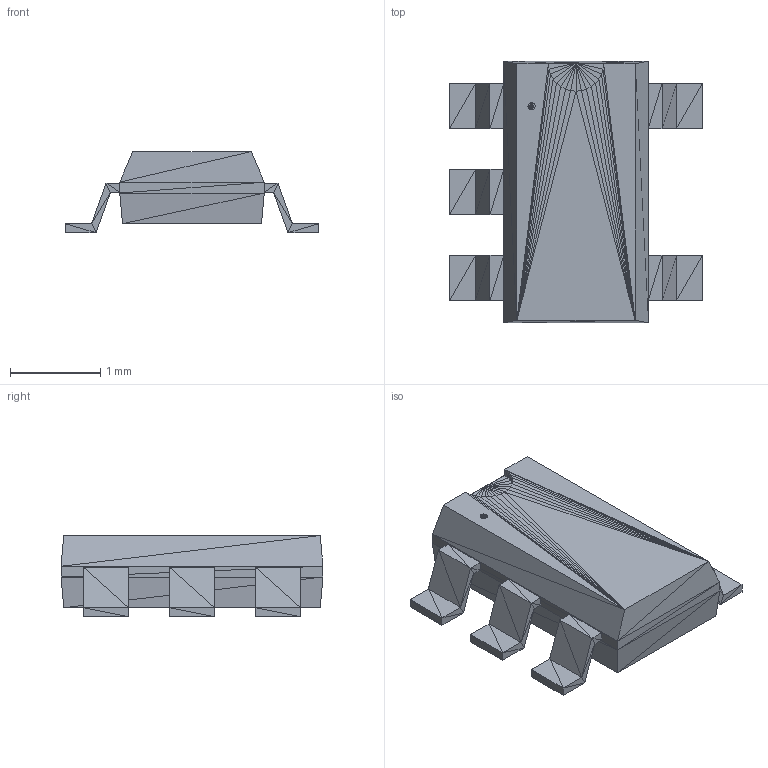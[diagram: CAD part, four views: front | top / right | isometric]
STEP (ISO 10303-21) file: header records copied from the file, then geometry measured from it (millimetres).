
FILE_DESCRIPTION(('STEP AP214'),'1');
FILE_NAME('UJ_5','2018-11-07T06:18:31',(''),(''),'','','');
FILE_SCHEMA(('AUTOMOTIVE_DESIGN'));
Length unit declared in the file: millimetre
Products named in the file (1): product
Bounding box: 2.8 x 2.9 x 0.9 mm (x, y, z)
Surface area: 21.3 mm2 (no closed solid volume)
Topology: 0 solids, 369 shells, 369 faces, 1107 edges, 1107 vertices
Faces by surface type: plane 369
Entity records: 12236 total; most frequent: CARTESIAN_POINT 2584, DIRECTION 1847, ORIENTED_EDGE 1107, EDGE_CURVE 1107, VERTEX_POINT 1107, LINE 1107, VECTOR 1107, AXIS2_PLACEMENT_3D 370
